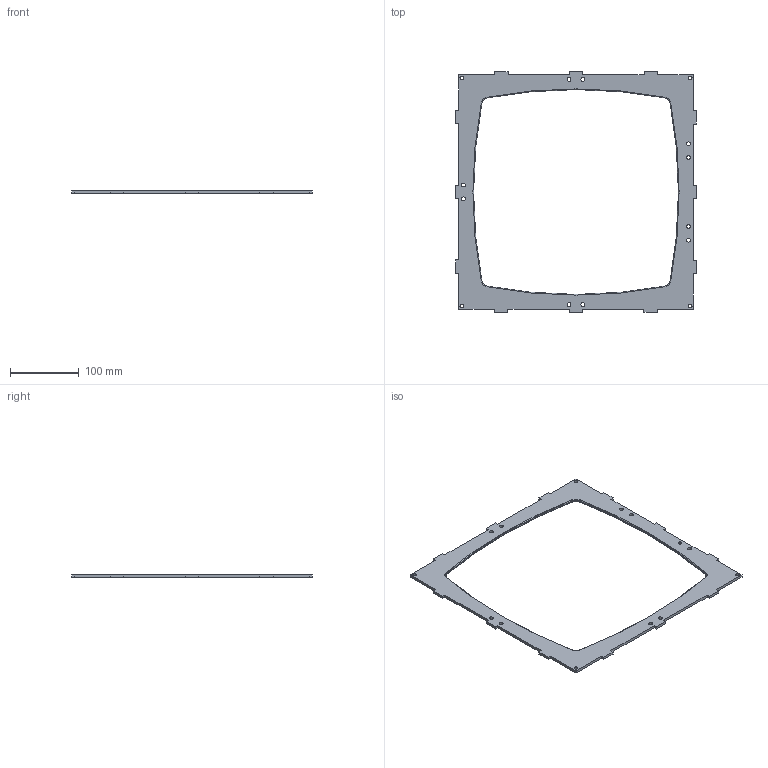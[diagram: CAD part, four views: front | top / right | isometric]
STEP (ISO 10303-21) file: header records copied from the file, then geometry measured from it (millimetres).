
FILE_DESCRIPTION((''),'2;1');
FILE_NAME('VERTEX TOP PANEL.stp','2015-01-29T11:41:39',('jge'),(''),'Autodesk Inventor 2012','Autodesk Inventor 2012','');
FILE_SCHEMA(('AUTOMOTIVE_DESIGN { 1 0 10303 214 1 1 1 1 }'));
Length unit declared in the file: millimetre
Products named in the file (1): TOP 2
Bounding box: 350 x 350 x 4 mm (x, y, z)
Volume: 135563.5 mm3; surface area: 78277.8 mm2
Topology: 1 solids, 1 shells, 92 faces, 254 edges, 164 vertices
Faces by surface type: plane 54, cylinder 22, torus 16
Full cylindrical faces by diameter (mm): 5.5 x14
Entity records: 2942 total; most frequent: DIRECTION 502, CARTESIAN_POINT 497, ORIENTED_EDGE 480, EDGE_CURVE 240, AXIS2_PLACEMENT_3D 169, VERTEX_POINT 164, VECTOR 164, LINE 164
